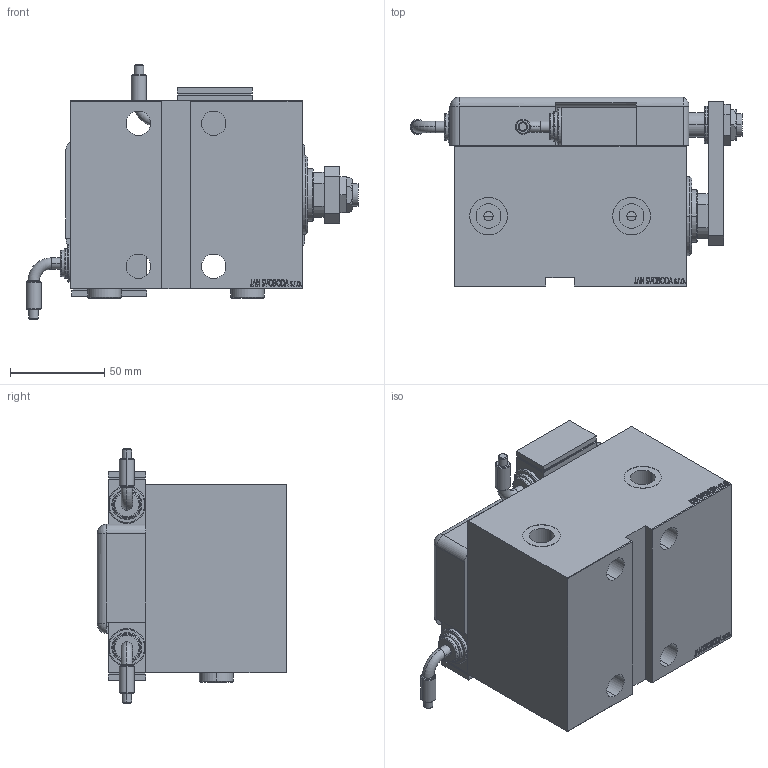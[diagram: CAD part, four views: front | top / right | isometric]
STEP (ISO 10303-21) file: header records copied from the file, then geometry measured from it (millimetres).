
FILE_DESCRIPTION (( 'STEP AP203' ), '1' );
FILE_NAME ('c8a5.STEP', '2024-02-12T05:56:09', ( '' ), ( '' ), 'SwSTEP 2.0', 'SolidWorks 2019', '' );
FILE_SCHEMA (( 'CONFIG_CONTROL_DESIGN' ));
Length unit declared in the file: millimetre
Products named in the file (14): V450CM_E_VCP ed16208f78300c01fb3784bc059aa718; ZARAZKA_Q ed16208f78300c01fb3784bc059aa718; V450CM_VC_B ed16208f78300c01fb3784bc059aa718; SWITCH DIM A_G ed16208f78300c01fb3784bc059aa718; V450CM_E_Body ed16208f78300c01fb3784bc059aa718; Zatka_OIL_PORT ed16208f78300c01fb3784bc059aa718; MAGNETIC SWITCH Q ed16208f78300c01fb3784bc059aa718; NUT_D19 ed16208f78300c01fb3784bc059aa718; TYC ed16208f78300c01fb3784bc059aa718; SWITCH_Q_FRONT_BACK ed16208f78300c01fb3784bc059aa718; KRYT ed16208f78300c01fb3784bc059aa718; c8a5; NUT_D13 ed16208f78300c01fb3784bc059aa718; SWITCH Q ed16208f78300c01fb3784bc059aa718
Assembly tree (15 placements, depth 3):
  c8a5
    V450CM_E_Body ed16208f78300c01fb3784bc059aa718
    V450CM_E_VCP ed16208f78300c01fb3784bc059aa718
    V450CM_VC_B ed16208f78300c01fb3784bc059aa718
    MAGNETIC SWITCH Q ed16208f78300c01fb3784bc059aa718
      SWITCH_Q_FRONT_BACK ed16208f78300c01fb3784bc059aa718
      TYC ed16208f78300c01fb3784bc059aa718
      ZARAZKA_Q ed16208f78300c01fb3784bc059aa718
      SWITCH DIM A_G ed16208f78300c01fb3784bc059aa718
      NUT_D19 ed16208f78300c01fb3784bc059aa718
      NUT_D13 ed16208f78300c01fb3784bc059aa718
      KRYT ed16208f78300c01fb3784bc059aa718
      SWITCH Q ed16208f78300c01fb3784bc059aa718  x2
    Zatka_OIL_PORT ed16208f78300c01fb3784bc059aa718  x2
Bounding box: 176.46 x 100.8 x 135.01 mm (x, y, z)
Volume: 953320.2 mm3; surface area: 184466.4 mm2
Topology: 15 solids, 15 shells, 1324 faces, 3332 edges, 2189 vertices
Faces by surface type: plane 656, bspline 475, cylinder 131, cone 38, torus 22, sphere 2
Entity records: 61653 total; most frequent: CARTESIAN_POINT 32940, ORIENTED_EDGE 6328, DIRECTION 4078, EDGE_CURVE 3164, VERTEX_POINT 2088, LINE 1892, VECTOR 1892, EDGE_LOOP 1428
